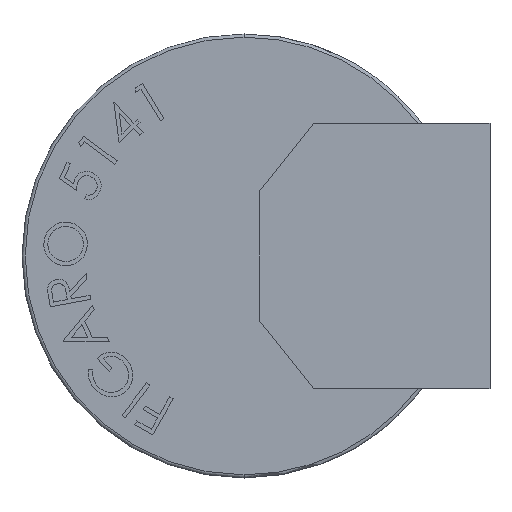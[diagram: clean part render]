
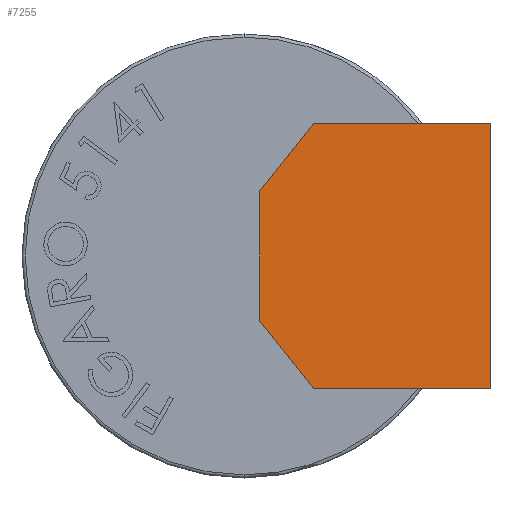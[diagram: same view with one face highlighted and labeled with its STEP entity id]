
A CAD part, front view. The second image highlights one B-rep face of the part: STEP entity #7255.
In plain terms, the highlighted planar face has unit normal (0, -1, 0).
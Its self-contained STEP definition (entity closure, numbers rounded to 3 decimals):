
#33 = ORIENTED_EDGE ( 'NONE', *, *, #3044, .T. ) ;
#157 = LINE ( 'NONE', #7413, #3077 ) ;
#303 = DIRECTION ( 'NONE',  ( 0., -1., 0. ) ) ;
#326 = VERTEX_POINT ( 'NONE', #1124 ) ;
#359 = DIRECTION ( 'NONE',  ( 0., 0., -1. ) ) ;
#576 = ORIENTED_EDGE ( 'NONE', *, *, #3352, .T. ) ;
#828 = DIRECTION ( 'NONE',  ( 0., 0., -1. ) ) ;
#929 = VERTEX_POINT ( 'NONE', #7448 ) ;
#1032 = ORIENTED_EDGE ( 'NONE', *, *, #4591, .T. ) ;
#1124 = CARTESIAN_POINT ( 'NONE',  ( 2.18, -0.2, -4.15 ) ) ;
#1207 = CARTESIAN_POINT ( 'NONE',  ( 7.7, -0.2, 4.15 ) ) ;
#1347 = ORIENTED_EDGE ( 'NONE', *, *, #6338, .F. ) ;
#1648 = VERTEX_POINT ( 'NONE', #3980 ) ;
#1692 = LINE ( 'NONE', #1995, #5616 ) ;
#1724 = DIRECTION ( 'NONE',  ( 1., 0., 0. ) ) ;
#1781 = EDGE_CURVE ( 'NONE', #2995, #6298, #3719, .T. ) ;
#1810 = LINE ( 'NONE', #2348, #6007 ) ;
#1823 = DIRECTION ( 'NONE',  ( -0.625, 0., -0.781 ) ) ;
#1995 = CARTESIAN_POINT ( 'NONE',  ( 0., -0.2, -4.15 ) ) ;
#2050 = AXIS2_PLACEMENT_3D ( 'NONE', #2137, #303, #359 ) ;
#2137 = CARTESIAN_POINT ( 'NONE',  ( 0., -0.2, 0. ) ) ;
#2348 = CARTESIAN_POINT ( 'NONE',  ( 0., -0.2, 4.15 ) ) ;
#2674 = DIRECTION ( 'NONE',  ( -0.625, 0., 0.781 ) ) ;
#2995 = VERTEX_POINT ( 'NONE', #1207 ) ;
#3044 = EDGE_CURVE ( 'NONE', #1648, #929, #4640, .T. ) ;
#3077 = VECTOR ( 'NONE', #2674, 1000. ) ;
#3084 = FACE_OUTER_BOUND ( 'NONE', #6687, .T. ) ;
#3352 = EDGE_CURVE ( 'NONE', #326, #6298, #1692, .T. ) ;
#3593 = DIRECTION ( 'NONE',  ( 0., 0., -1. ) ) ;
#3719 = LINE ( 'NONE', #6447, #4002 ) ;
#3863 = DIRECTION ( 'NONE',  ( 1., 0., 0. ) ) ;
#3980 = CARTESIAN_POINT ( 'NONE',  ( 2.18, -0.2, 4.15 ) ) ;
#4002 = VECTOR ( 'NONE', #3593, 1000. ) ;
#4178 = ORIENTED_EDGE ( 'NONE', *, *, #1781, .F. ) ;
#4219 = CARTESIAN_POINT ( 'NONE',  ( -0.695, -0.2, 0.556 ) ) ;
#4307 = CARTESIAN_POINT ( 'NONE',  ( 0.5, -0.2, 0. ) ) ;
#4591 = EDGE_CURVE ( 'NONE', #929, #6037, #6569, .T. ) ;
#4640 = LINE ( 'NONE', #4219, #5625 ) ;
#5026 = CARTESIAN_POINT ( 'NONE',  ( 0.5, -0.2, -2.05 ) ) ;
#5613 = PLANE ( 'NONE',  #2050 ) ;
#5616 = VECTOR ( 'NONE', #3863, 1000. ) ;
#5625 = VECTOR ( 'NONE', #1823, 1000. ) ;
#5720 = ORIENTED_EDGE ( 'NONE', *, *, #6084, .F. ) ;
#6007 = VECTOR ( 'NONE', #1724, 1000. ) ;
#6037 = VERTEX_POINT ( 'NONE', #5026 ) ;
#6084 = EDGE_CURVE ( 'NONE', #326, #6037, #157, .T. ) ;
#6298 = VERTEX_POINT ( 'NONE', #6981 ) ;
#6338 = EDGE_CURVE ( 'NONE', #1648, #2995, #1810, .T. ) ;
#6389 = VECTOR ( 'NONE', #828, 1000. ) ;
#6447 = CARTESIAN_POINT ( 'NONE',  ( 7.7, -0.2, 0. ) ) ;
#6569 = LINE ( 'NONE', #4307, #6389 ) ;
#6687 = EDGE_LOOP ( 'NONE', ( #1347, #33, #1032, #5720, #576, #4178 ) ) ;
#6981 = CARTESIAN_POINT ( 'NONE',  ( 7.7, -0.2, -4.15 ) ) ;
#7255 = ADVANCED_FACE ( 'NONE', ( #3084 ), #5613, .T. ) ;
#7413 = CARTESIAN_POINT ( 'NONE',  ( -0.695, -0.2, -0.556 ) ) ;
#7448 = CARTESIAN_POINT ( 'NONE',  ( 0.5, -0.2, 2.05 ) ) ;
